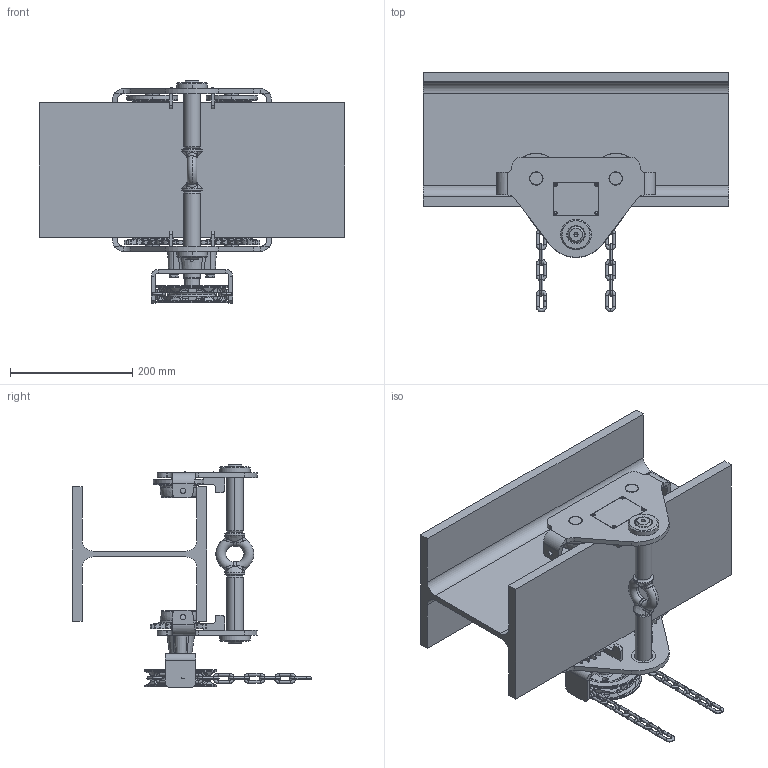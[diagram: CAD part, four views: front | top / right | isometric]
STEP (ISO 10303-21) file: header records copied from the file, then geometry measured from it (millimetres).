
FILE_DESCRIPTION (( 'STEP AP214' ), '1' );
FILE_NAME ('05341278.STEP', '2018-02-08T12:06:35', ( '' ), ( '' ), 'SwSTEP 2.0', 'SolidWorks 2015', '' );
FILE_SCHEMA (( 'AUTOMOTIVE_DESIGN' ));
Length unit declared in the file: millimetre
Products named in the file (1): 05341278
Bounding box: 500 x 391.79 x 364 mm (x, y, z)
Volume: 5898805.9 mm3; surface area: 1087350.8 mm2
Topology: 68 solids, 68 shells, 1982 faces, 5040 edges, 3183 vertices
Faces by surface type: cylinder 924, plane 432, cone 266, torus 260, bspline 84, sphere 16
Entity records: 92385 total; most frequent: CARTESIAN_POINT 21872, DIRECTION 10359, ORIENTED_EDGE 10000, EDGE_CURVE 5000, AXIS2_PLACEMENT_3D 4292, VERTEX_POINT 3171, CIRCLE 2393, EDGE_LOOP 2165
